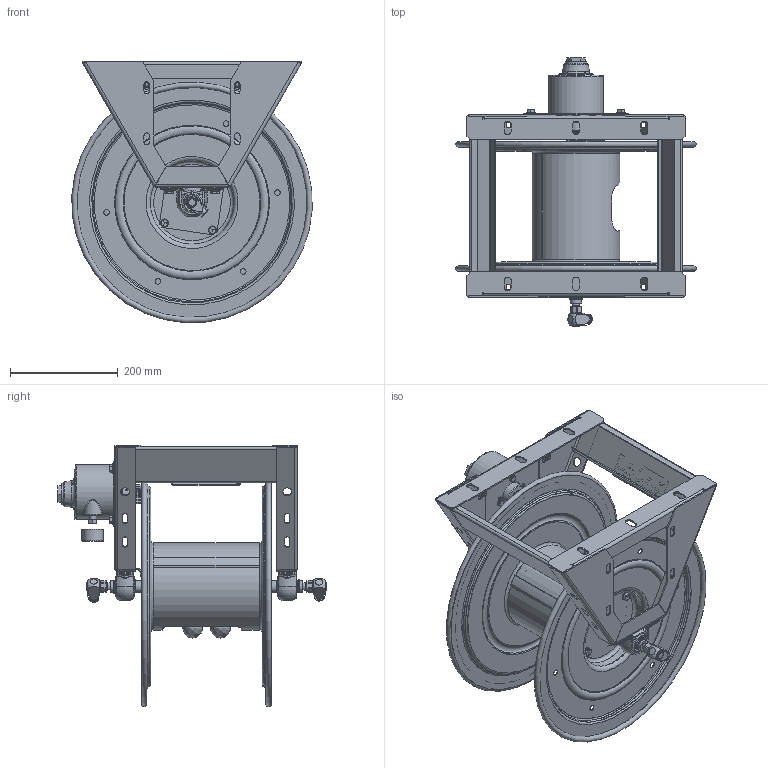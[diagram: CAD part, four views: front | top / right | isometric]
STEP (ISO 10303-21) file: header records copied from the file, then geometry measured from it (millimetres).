
FILE_DESCRIPTION(/* description */ (''),/* implementation_level */ '2;1');
FILE_NAME(/* name */ '1275HPL-C-8-A_SHARED.stp',/* time_stamp */ '2020-03-16T09:48:11-07:00',/* author */ ('NMelton'),/* organization */ (''),/* preprocessor_version */ 'ST-DEVELOPER v17',/* originating_system */ 'Autodesk Inventor 2019',/* authorisation */ '');
FILE_SCHEMA (('AUTOMOTIVE_DESIGN { 1 0 10303 214 3 1 1 }'));
Products named in the file (1): 1275HPL-C-8-A_SHARED
Bounding box: 447.02 x 498.85 x 486.02 mm (x, y, z)
Surface area: 1714352.1 mm2 (no closed solid volume)
Topology: 0 solids, 145 shells, 2969 faces, 10177 edges, 7133 vertices
Faces by surface type: cylinder 1189, plane 987, cone 329, bspline 284, torus 135, sphere 45
Full cylindrical faces by diameter (mm): 1.245 x4, 1.321 x4, 2.54 x1, 3.048 x1, 3.962 x1, 4.978 x2, 6.35 x1, 6.909 x2, 6.985 x4, 7.938 x7, 8.795 x1, 10.001 x3, 10.414 x6, 10.439 x1, 10.592 x2, 11.43 x8, 12.192 x4, 12.7 x7, 12.859 x4, 13.398 x2, 13.868 x2, 14.186 x4, 14.3 x1, 15.875 x2, 16.662 x4, 17.615 x8, 18.644 x2, 19.253 x2, 20.625 x4, 20.955 x4
Entity records: 131036 total; most frequent: CARTESIAN_POINT 45507, ORIENTED_EDGE 16549, DIRECTION 16146, EDGE_CURVE 10113, VERTEX_POINT 7133, AXIS2_PLACEMENT_3D 5905, LINE 4336, VECTOR 4336
